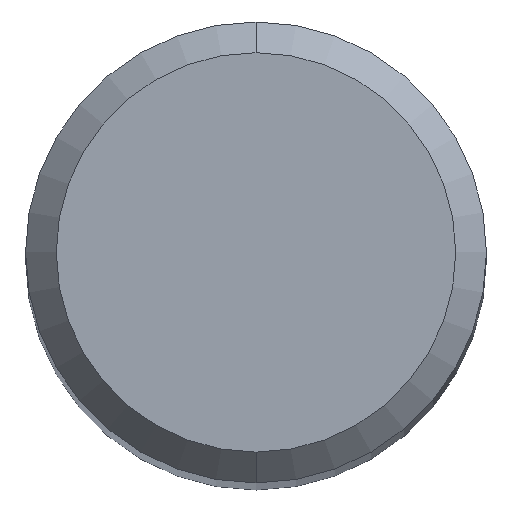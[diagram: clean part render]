
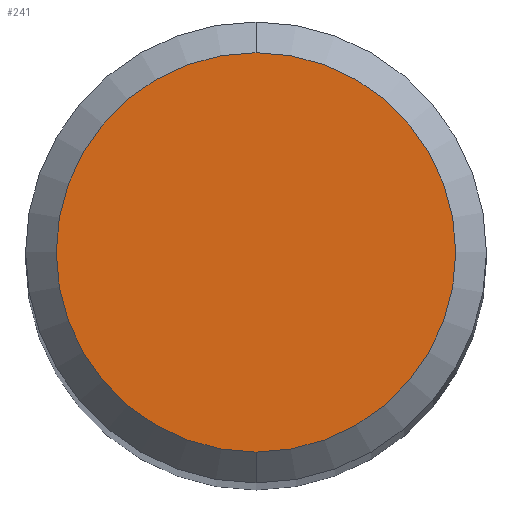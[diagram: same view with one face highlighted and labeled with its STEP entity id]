
A CAD part, top view. The second image highlights one B-rep face of the part: STEP entity #241.
In plain terms, the highlighted planar face has unit normal (0, 0, 1).
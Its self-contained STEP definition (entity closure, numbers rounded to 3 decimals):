
#241=ADVANCED_FACE('',(#554),#555,.T.);
#249=EDGE_CURVE('',#335,#411,#563,.T.);
#335=VERTEX_POINT('',#662);
#339=EDGE_CURVE('',#411,#335,#666,.T.);
#411=VERTEX_POINT('',#745);
#554=FACE_OUTER_BOUND('',#987,.T.);
#555=PLANE('',#988);
#563=CIRCLE('',#1010,2.6);
#662=CARTESIAN_POINT('',(0.,-2.6,0.0));
#666=CIRCLE('',#1176,2.6);
#745=CARTESIAN_POINT('',(0.0,2.6,0.0));
#987=EDGE_LOOP('',(#1517,#1518));
#988=AXIS2_PLACEMENT_3D('',#1519,#1520,#1521);
#1010=AXIS2_PLACEMENT_3D('',#1526,#1527,#1528);
#1176=AXIS2_PLACEMENT_3D('',#1665,#1666,#1667);
#1517=ORIENTED_EDGE('',*,*,#339,.F.);
#1518=ORIENTED_EDGE('',*,*,#249,.F.);
#1519=CARTESIAN_POINT('',(0.0,1.3,0.0));
#1520=DIRECTION('',(-0.0,0.0,1.0));
#1521=DIRECTION('',(0.0,-1.0,0.0));
#1526=CARTESIAN_POINT('',(0.0,0.0,0.0));
#1527=DIRECTION('',(0.0,0.0,-1.0));
#1528=DIRECTION('',(0.0,1.0,0.0));
#1665=CARTESIAN_POINT('',(0.0,0.0,0.0));
#1666=DIRECTION('',(0.0,0.0,-1.0));
#1667=DIRECTION('',(0.0,1.0,0.0));
